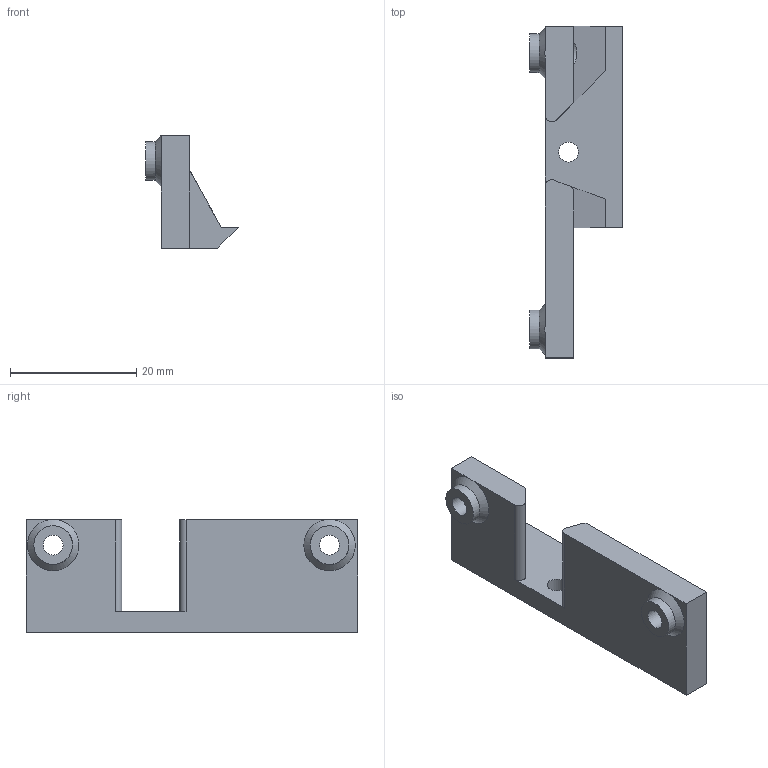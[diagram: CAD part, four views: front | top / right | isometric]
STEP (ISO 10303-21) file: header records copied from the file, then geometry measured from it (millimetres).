
FILE_DESCRIPTION(/* description */ ('STEP AP242','CAx-IF Rec.Pracs.---Representation and Presentation of Product Manufacturing Information (PMI)---4.0---2014-10-13','CAx-IF Rec.Pracs.---3D Tessellated Geometry---0.4---2014-09-14','2;1'),/* implementation_level */ '2;1');
FILE_NAME(/* name */ 'Rapido 2 UHF + Orbitor 2.5 Toolhead - Rapido Orbiter Toolhead - EBB36 mount',/* time_stamp */ '2025-05-04T20:40:09Z',/* author */ (''),/* organization */ (''),/* preprocessor_version */ 'ST-DEVELOPER v20',/* originating_system */ 'ONSHAPE BY PTC INC, 1.197',/* authorisation */ ' ');
FILE_SCHEMA (('AP242_MANAGED_MODEL_BASED_3D_ENGINEERING_MIM_LF { 1 0 10303 442 1 1 4 }'));
Length unit declared in the file: metre
Products named in the file (1): Rapido Orbiter Toolhead - EBB36 mount
Bounding box: 14.72 x 52.65 x 17.8 mm (x, y, z)
Volume: 4464.6 mm3; surface area: 3049.2 mm2
Topology: 1 solids, 1 shells, 33 faces, 88 edges, 58 vertices
Faces by surface type: plane 19, cylinder 12, cone 2
Full cylindrical faces by diameter (mm): 3.15 x3, 4.7 x2, 6.15 x2
Entity records: 997 total; most frequent: CARTESIAN_POINT 171, DIRECTION 169, ORIENTED_EDGE 152, EDGE_CURVE 76, AXIS2_PLACEMENT_3D 61, VERTEX_POINT 55, EDGE_LOOP 49, FACE_BOUND 49
